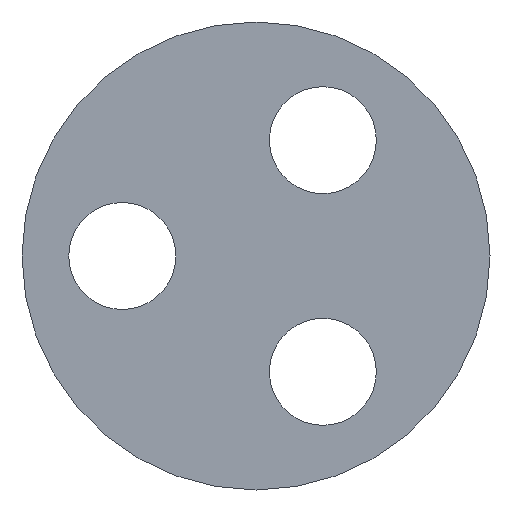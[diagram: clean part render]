
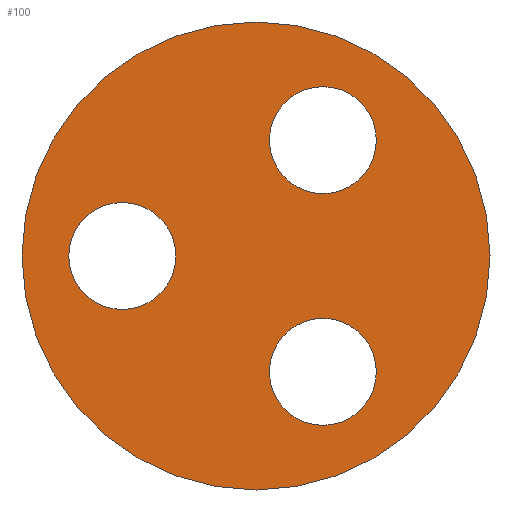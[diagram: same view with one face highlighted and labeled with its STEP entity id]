
A CAD part, left-side view. The second image highlights one B-rep face of the part: STEP entity #100.
In plain terms, the highlighted planar face has unit normal (-1, 0, 0).
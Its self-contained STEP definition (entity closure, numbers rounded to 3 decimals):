
#100 = ADVANCED_FACE( '', ( #211, #212, #213, #214 ), #215, .F. );
#211 = FACE_BOUND( '', #326, .T. );
#212 = FACE_BOUND( '', #327, .T. );
#213 = FACE_BOUND( '', #328, .T. );
#214 = FACE_OUTER_BOUND( '', #329, .T. );
#215 = PLANE( '', #330 );
#326 = EDGE_LOOP( '', ( #555 ) );
#327 = EDGE_LOOP( '', ( #556 ) );
#328 = EDGE_LOOP( '', ( #557 ) );
#329 = EDGE_LOOP( '', ( #558 ) );
#330 = AXIS2_PLACEMENT_3D( '', #559, #560, #561 );
#555 = ORIENTED_EDGE( '', *, *, #742, .T. );
#556 = ORIENTED_EDGE( '', *, *, #674, .T. );
#557 = ORIENTED_EDGE( '', *, *, #732, .T. );
#558 = ORIENTED_EDGE( '', *, *, #677, .F. );
#559 = CARTESIAN_POINT( '', ( 0., 0., 0. ) );
#560 = DIRECTION( '', ( 1., 0., 0. ) );
#561 = DIRECTION( '', ( 0., 0., -1. ) );
#674 = EDGE_CURVE( '', #805, #805, #806, .T. );
#677 = EDGE_CURVE( '', #810, #810, #811, .T. );
#732 = EDGE_CURVE( '', #894, #894, #895, .T. );
#742 = EDGE_CURVE( '', #907, #907, #908, .T. );
#805 = VERTEX_POINT( '', #988 );
#806 = CIRCLE( '', #989, 2. );
#810 = VERTEX_POINT( '', #993 );
#811 = CIRCLE( '', #994, 8.75 );
#894 = VERTEX_POINT( '', #1104 );
#895 = CIRCLE( '', #1105, 2. );
#907 = VERTEX_POINT( '', #1120 );
#908 = CIRCLE( '', #1121, 2. );
#988 = CARTESIAN_POINT( '', ( 0., 5., -2. ) );
#989 = AXIS2_PLACEMENT_3D( '', #1178, #1179, #1180 );
#993 = CARTESIAN_POINT( '', ( 0., 0., -8.75 ) );
#994 = AXIS2_PLACEMENT_3D( '', #1184, #1185, #1186 );
#1104 = CARTESIAN_POINT( '', ( 0., -2.5, -6.33 ) );
#1105 = AXIS2_PLACEMENT_3D( '', #1259, #1260, #1261 );
#1120 = CARTESIAN_POINT( '', ( 0., -2.5, 2.33 ) );
#1121 = AXIS2_PLACEMENT_3D( '', #1271, #1272, #1273 );
#1178 = CARTESIAN_POINT( '', ( 0., 5., 0. ) );
#1179 = DIRECTION( '', ( 1., 0., 0. ) );
#1180 = DIRECTION( '', ( 0., 0., -1. ) );
#1184 = CARTESIAN_POINT( '', ( 0., 0., 0. ) );
#1185 = DIRECTION( '', ( 1., 0., 0. ) );
#1186 = DIRECTION( '', ( 0., 0., -1. ) );
#1259 = CARTESIAN_POINT( '', ( 0., -2.5, -4.33 ) );
#1260 = DIRECTION( '', ( 1., 0., 0. ) );
#1261 = DIRECTION( '', ( 0., 0., -1. ) );
#1271 = CARTESIAN_POINT( '', ( 0., -2.5, 4.33 ) );
#1272 = DIRECTION( '', ( 1., 0., 0. ) );
#1273 = DIRECTION( '', ( 0., 0., -1. ) );
